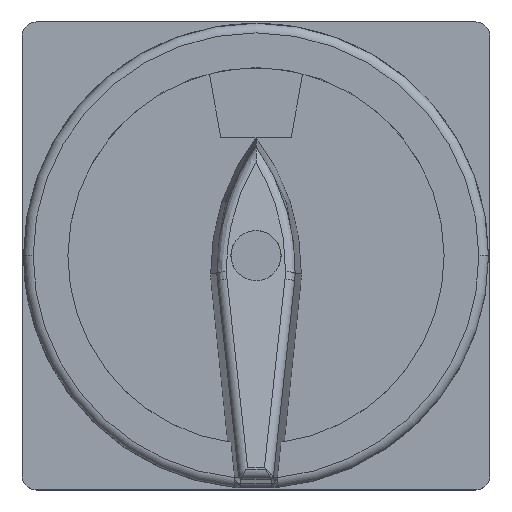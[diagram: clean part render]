
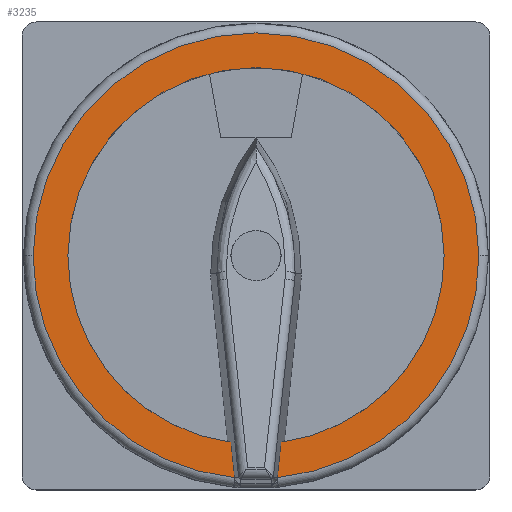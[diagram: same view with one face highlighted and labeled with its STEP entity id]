
A CAD part, top view. The second image highlights one B-rep face of the part: STEP entity #3235.
In plain terms, the highlighted planar face has unit normal (0, 0, 1).
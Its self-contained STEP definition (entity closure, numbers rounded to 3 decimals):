
#223 = VECTOR ( 'NONE', #11163, 1000. ) ;
#333 = ORIENTED_EDGE ( 'NONE', *, *, #3076, .T. ) ;
#423 = EDGE_CURVE ( 'NONE', #9438, #6269, #12148, .T. ) ;
#457 = DIRECTION ( 'NONE',  ( 1., 0., 0. ) ) ;
#641 = VERTEX_POINT ( 'NONE', #11781 ) ;
#703 = CIRCLE ( 'NONE', #9257, 30.954 ) ;
#949 = CARTESIAN_POINT ( 'NONE',  ( 32.495, 32.495, 23.41 ) ) ;
#950 = AXIS2_PLACEMENT_3D ( 'NONE', #949, #7756, #1929 ) ;
#1684 = DIRECTION ( 'NONE',  ( 0., 0., 1. ) ) ;
#1815 = DIRECTION ( 'NONE',  ( -0.103, 0.995, 0. ) ) ;
#1929 = DIRECTION ( 'NONE',  ( 1., 0., 0. ) ) ;
#2148 = AXIS2_PLACEMENT_3D ( 'NONE', #8562, #2749, #9548 ) ;
#2213 = DIRECTION ( 'NONE',  ( 0., 0., 1. ) ) ;
#2217 = ORIENTED_EDGE ( 'NONE', *, *, #6284, .F. ) ;
#2465 = LINE ( 'NONE', #3476, #223 ) ;
#2568 = VERTEX_POINT ( 'NONE', #6110 ) ;
#2625 = DIRECTION ( 'NONE',  ( 0., 0., 1. ) ) ;
#2701 = CIRCLE ( 'NONE', #2885, 26.13 ) ;
#2749 = DIRECTION ( 'NONE',  ( 0., 0., 1. ) ) ;
#2885 = AXIS2_PLACEMENT_3D ( 'NONE', #8450, #2625, #9423 ) ;
#2909 = VERTEX_POINT ( 'NONE', #3055 ) ;
#3055 = CARTESIAN_POINT ( 'NONE',  ( 35.967, 6.597, 23.41 ) ) ;
#3076 = EDGE_CURVE ( 'NONE', #2568, #6269, #9604, .T. ) ;
#3235 = ADVANCED_FACE ( 'NONE', ( #3981 ), #4853, .T. ) ;
#3476 = CARTESIAN_POINT ( 'NONE',  ( 38.578, 31.866, 23.41 ) ) ;
#3881 = CARTESIAN_POINT ( 'NONE',  ( 32.495, 32.495, 23.41 ) ) ;
#3981 = FACE_OUTER_BOUND ( 'NONE', #9962, .T. ) ;
#4089 = ORIENTED_EDGE ( 'NONE', *, *, #8551, .T. ) ;
#4174 = VERTEX_POINT ( 'NONE', #4959 ) ;
#4185 = EDGE_CURVE ( 'NONE', #2909, #4174, #2465, .T. ) ;
#4351 = CARTESIAN_POINT ( 'NONE',  ( 6.365, 32.495, 23.41 ) ) ;
#4693 = AXIS2_PLACEMENT_3D ( 'NONE', #8051, #2213, #9016 ) ;
#4853 = PLANE ( 'NONE',  #10938 ) ;
#4959 = CARTESIAN_POINT ( 'NONE',  ( 35.459, 1.683, 23.41 ) ) ;
#5127 = EDGE_CURVE ( 'NONE', #7693, #2568, #11987, .T. ) ;
#5166 = CIRCLE ( 'NONE', #7695, 26.13 ) ;
#5839 = DIRECTION ( 'NONE',  ( 1., 0., 0. ) ) ;
#6003 = ORIENTED_EDGE ( 'NONE', *, *, #423, .F. ) ;
#6040 = ORIENTED_EDGE ( 'NONE', *, *, #5127, .T. ) ;
#6110 = CARTESIAN_POINT ( 'NONE',  ( 29.531, 1.683, 23.41 ) ) ;
#6121 = EDGE_CURVE ( 'NONE', #8914, #9438, #5166, .T. ) ;
#6126 = VECTOR ( 'NONE', #1815, 1000. ) ;
#6262 = DIRECTION ( 'NONE',  ( 0., 0., 1. ) ) ;
#6269 = VERTEX_POINT ( 'NONE', #12083 ) ;
#6284 = EDGE_CURVE ( 'NONE', #2909, #8914, #2701, .T. ) ;
#6661 = CARTESIAN_POINT ( 'NONE',  ( 26.412, 31.866, 23.41 ) ) ;
#7506 = CARTESIAN_POINT ( 'NONE',  ( 32.495, 32.495, 23.41 ) ) ;
#7693 = VERTEX_POINT ( 'NONE', #7698 ) ;
#7695 = AXIS2_PLACEMENT_3D ( 'NONE', #11900, #6262, #457 ) ;
#7698 = CARTESIAN_POINT ( 'NONE',  ( 1.541, 32.495, 23.41 ) ) ;
#7756 = DIRECTION ( 'NONE',  ( 0., 0., 1. ) ) ;
#8051 = CARTESIAN_POINT ( 'NONE',  ( 32.495, 32.495, 23.41 ) ) ;
#8097 = EDGE_CURVE ( 'NONE', #641, #7693, #703, .T. ) ;
#8243 = ORIENTED_EDGE ( 'NONE', *, *, #8097, .T. ) ;
#8450 = CARTESIAN_POINT ( 'NONE',  ( 32.495, 32.495, 23.41 ) ) ;
#8485 = DIRECTION ( 'NONE',  ( 1., 0., 0. ) ) ;
#8551 = EDGE_CURVE ( 'NONE', #4174, #641, #9064, .T. ) ;
#8562 = CARTESIAN_POINT ( 'NONE',  ( 32.495, 32.495, 23.41 ) ) ;
#8740 = ORIENTED_EDGE ( 'NONE', *, *, #6121, .F. ) ;
#8914 = VERTEX_POINT ( 'NONE', #10826 ) ;
#9016 = DIRECTION ( 'NONE',  ( 1., 0., 0. ) ) ;
#9064 = CIRCLE ( 'NONE', #950, 30.954 ) ;
#9257 = AXIS2_PLACEMENT_3D ( 'NONE', #7506, #1684, #8485 ) ;
#9423 = DIRECTION ( 'NONE',  ( 1., 0., 0. ) ) ;
#9438 = VERTEX_POINT ( 'NONE', #4351 ) ;
#9548 = DIRECTION ( 'NONE',  ( 1., 0., 0. ) ) ;
#9604 = LINE ( 'NONE', #6661, #6126 ) ;
#9962 = EDGE_LOOP ( 'NONE', ( #10602, #4089, #8243, #6040, #333, #6003, #8740, #2217 ) ) ;
#10602 = ORIENTED_EDGE ( 'NONE', *, *, #4185, .T. ) ;
#10826 = CARTESIAN_POINT ( 'NONE',  ( 58.625, 32.495, 23.41 ) ) ;
#10938 = AXIS2_PLACEMENT_3D ( 'NONE', #3881, #11531, #5839 ) ;
#11163 = DIRECTION ( 'NONE',  ( -0.103, -0.995, 0. ) ) ;
#11531 = DIRECTION ( 'NONE',  ( 0., 0., 1. ) ) ;
#11781 = CARTESIAN_POINT ( 'NONE',  ( 63.449, 32.495, 23.41 ) ) ;
#11900 = CARTESIAN_POINT ( 'NONE',  ( 32.495, 32.495, 23.41 ) ) ;
#11987 = CIRCLE ( 'NONE', #2148, 30.954 ) ;
#12083 = CARTESIAN_POINT ( 'NONE',  ( 29.023, 6.597, 23.41 ) ) ;
#12148 = CIRCLE ( 'NONE', #4693, 26.13 ) ;
